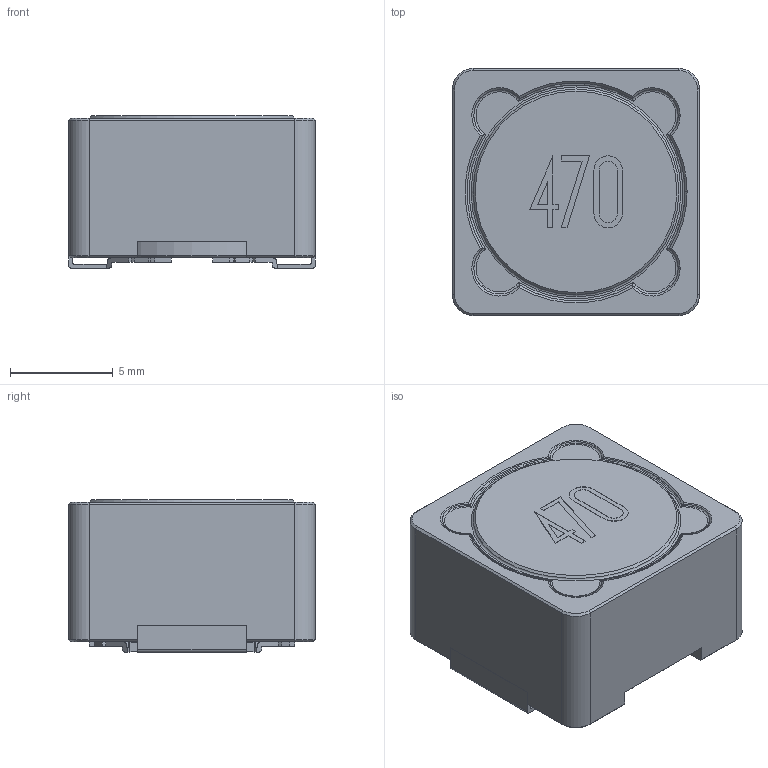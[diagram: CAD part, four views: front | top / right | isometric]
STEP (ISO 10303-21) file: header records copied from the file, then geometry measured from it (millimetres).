
FILE_DESCRIPTION(('FreeCAD Model'),'2;1');
FILE_NAME('CDRH127_470M.step','2020-03-08T19:16:15',('kicad StepUp'),('ksu MCAD'), 'Open CASCADE STEP processor 7.3','FreeCAD','Unknown');
FILE_SCHEMA(('AUTOMOTIVE_DESIGN { 1 0 10303 214 1 1 1 1 }'));
Length unit declared in the file: millimetre
Products named in the file (1): CDRH127_470M
Bounding box: 12 x 12 x 7.41 mm (x, y, z)
Volume: 654 mm3; surface area: 1601.7 mm2
Topology: 6 solids, 6 shells, 266 faces, 686 edges, 436 vertices
Faces by surface type: plane 156, cylinder 57, cone 35, bspline 9, torus 9
Full cylindrical faces by diameter (mm): 5 x1, 10 x3
Entity records: 10766 total; most frequent: CARTESIAN_POINT 2335, DIRECTION 1382, ORIENTED_EDGE 1372, EDGE_CURVE 686, AXIS2_PLACEMENT_3D 465, LINE 452, VECTOR 452, VERTEX_POINT 436
